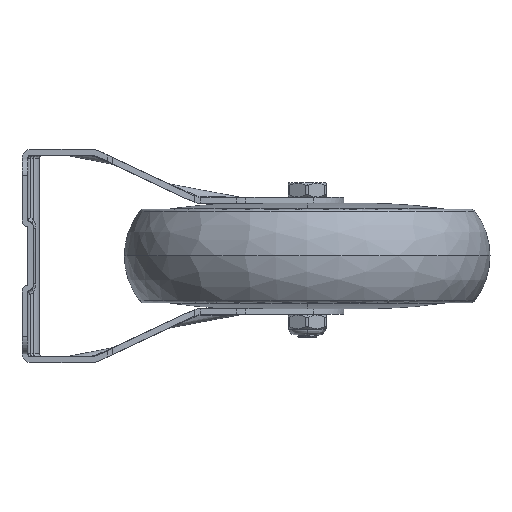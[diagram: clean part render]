
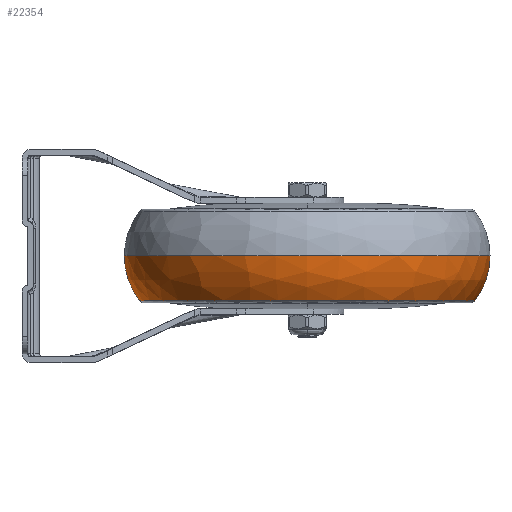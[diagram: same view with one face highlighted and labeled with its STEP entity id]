
A CAD part, left-side view. The second image highlights one B-rep face of the part: STEP entity #22354.
In plain terms, the highlighted free-form (B-spline) face has degree [3, 3] with [4, 4] control points.
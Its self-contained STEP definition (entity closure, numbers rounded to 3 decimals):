
#2001 = AXIS2_PLACEMENT_3D ( 'NONE', #32950, #14871, #43076 ) ;
#2749 = EDGE_CURVE ( 'NONE', #45119, #26505, #5939, .T. ) ;
#2773 = CARTESIAN_POINT ( 'NONE',  ( 0., -35., 0. ) ) ;
#3228 = CARTESIAN_POINT ( 'NONE',  ( 0., -160., -5.553 ) ) ;
#3472 = CARTESIAN_POINT ( 'NONE',  ( -121.43, -36.785, -10.811 ) ) ;
#3705 = CARTESIAN_POINT ( 'NONE',  ( 0., -154.835, -15.217 ) ) ;
#5939 = CIRCLE ( 'NONE', #29927, 25. ) ;
#6257 = CARTESIAN_POINT ( 'NONE',  ( -114.67, -154.835, -15.217 ) ) ;
#7179 = CARTESIAN_POINT ( 'NONE',  ( -125., -160., -5.553 ) ) ;
#8744 = CARTESIAN_POINT ( 'NONE',  ( 0., -160., 0. ) ) ;
#9743 = CARTESIAN_POINT ( 'NONE',  ( -125., -35., -5.553 ) ) ;
#10668 = CARTESIAN_POINT ( 'NONE',  ( 0., -35., -5.553 ) ) ;
#11415 = CARTESIAN_POINT ( 'NONE',  ( 0., -60., 0. ) ) ;
#13355 = EDGE_CURVE ( 'NONE', #16163, #45119, #37623, .T. ) ;
#13948 = CARTESIAN_POINT ( 'NONE',  ( -125., -160., 0. ) ) ;
#14871 = DIRECTION ( 'NONE',  ( 0., 0., 1. ) ) ;
#15253 = CIRCLE ( 'NONE', #24276, 25. ) ;
#16163 = VERTEX_POINT ( 'NONE', #8744 ) ;
#18228 = EDGE_CURVE ( 'NONE', #19803, #16163, #15253, .T. ) ;
#19803 = VERTEX_POINT ( 'NONE', #39008 ) ;
#20591 = CARTESIAN_POINT ( 'NONE',  ( 0., -160., 0. ) ) ;
#21125 = CARTESIAN_POINT ( 'NONE',  ( 0., -97.5, 0. ) ) ;
#21563 = ORIENTED_EDGE ( 'NONE', *, *, #13355, .T. ) ;
#22233 = CIRCLE ( 'NONE', #2001, 57.335 ) ;
#22354 = ADVANCED_FACE ( 'NONE', ( #26453 ), #32828, .T. ) ;
#23696 = EDGE_LOOP ( 'NONE', ( #28242, #21563, #41608, #24790 ) ) ;
#24276 = AXIS2_PLACEMENT_3D ( 'NONE', #29166, #40359, #32656 ) ;
#24790 = ORIENTED_EDGE ( 'NONE', *, *, #27589, .T. ) ;
#25795 = DIRECTION ( 'NONE',  ( 0., 1., 0. ) ) ;
#26453 = FACE_OUTER_BOUND ( 'NONE', #23696, .T. ) ;
#26505 = VERTEX_POINT ( 'NONE', #44487 ) ;
#27192 = CARTESIAN_POINT ( 'NONE',  ( 0., -35., 0. ) ) ;
#27589 = EDGE_CURVE ( 'NONE', #26505, #19803, #22233, .T. ) ;
#27840 = CARTESIAN_POINT ( 'NONE',  ( -125., -35., 0. ) ) ;
#28242 = ORIENTED_EDGE ( 'NONE', *, *, #18228, .T. ) ;
#28551 = CARTESIAN_POINT ( 'NONE',  ( 0., -36.785, -10.811 ) ) ;
#29166 = CARTESIAN_POINT ( 'NONE',  ( 0., -135., 0. ) ) ;
#29927 = AXIS2_PLACEMENT_3D ( 'NONE', #11415, #43622, #25795 ) ;
#31130 = CARTESIAN_POINT ( 'NONE',  ( -114.67, -40.165, -15.217 ) ) ;
#31829 = CARTESIAN_POINT ( 'NONE',  ( 0., -158.215, -10.811 ) ) ;
#32656 = DIRECTION ( 'NONE',  ( 0., -1., 0. ) ) ;
#32828 =( BOUNDED_SURFACE ( )  B_SPLINE_SURFACE ( 3, 3, ( 
 ( #3705, #6257, #31130, #34855 ),
 ( #31829, #45685, #3472, #28551 ),
 ( #3228, #7179, #9743, #10668 ),
 ( #20591, #13948, #27840, #2773 ) ),
 .UNSPECIFIED., .F., .F., .F. ) 
 B_SPLINE_SURFACE_WITH_KNOTS ( ( 4, 4 ),
 ( 4, 4 ),
 ( 0., 1. ),
 ( 0., 1. ),
 .UNSPECIFIED. ) 
 GEOMETRIC_REPRESENTATION_ITEM ( )  RATIONAL_B_SPLINE_SURFACE ( (
 ( 1., 0.333, 0.333, 1.),
 ( 0.965, 0.322, 0.322, 0.965),
 ( 0.965, 0.322, 0.322, 0.965),
 ( 1., 0.333, 0.333, 1.) ) ) 
 REPRESENTATION_ITEM ( '' )  SURFACE ( )  );
#32950 = CARTESIAN_POINT ( 'NONE',  ( 0., -97.5, -15.217 ) ) ;
#34855 = CARTESIAN_POINT ( 'NONE',  ( 0., -40.165, -15.217 ) ) ;
#37623 = CIRCLE ( 'NONE', #38399, 62.5 ) ;
#38399 = AXIS2_PLACEMENT_3D ( 'NONE', #21125, #39140, #42926 ) ;
#39008 = CARTESIAN_POINT ( 'NONE',  ( 0., -154.835, -15.217 ) ) ;
#39140 = DIRECTION ( 'NONE',  ( 0., 0., -1. ) ) ;
#40359 = DIRECTION ( 'NONE',  ( -1., 0., 0. ) ) ;
#41608 = ORIENTED_EDGE ( 'NONE', *, *, #2749, .T. ) ;
#42926 = DIRECTION ( 'NONE',  ( 0., -1., 0. ) ) ;
#43076 = DIRECTION ( 'NONE',  ( 0., -1., 0. ) ) ;
#43622 = DIRECTION ( 'NONE',  ( -1., 0., 0. ) ) ;
#44487 = CARTESIAN_POINT ( 'NONE',  ( 0., -40.165, -15.217 ) ) ;
#45119 = VERTEX_POINT ( 'NONE', #27192 ) ;
#45685 = CARTESIAN_POINT ( 'NONE',  ( -121.43, -158.215, -10.811 ) ) ;
